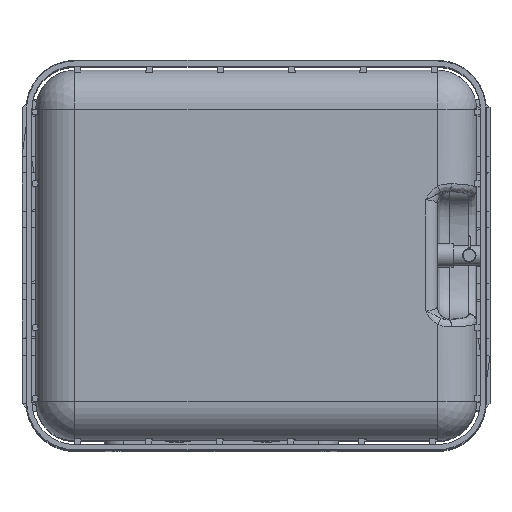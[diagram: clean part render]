
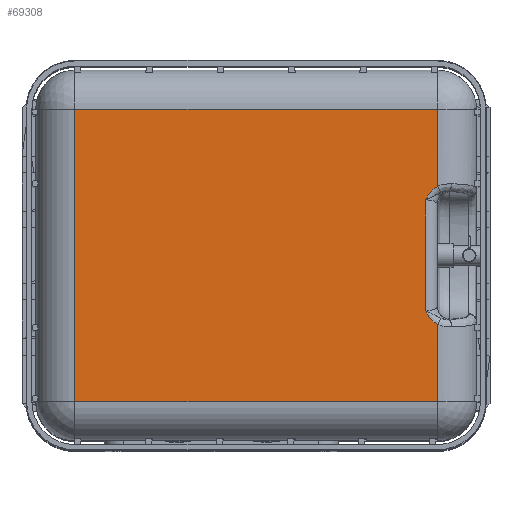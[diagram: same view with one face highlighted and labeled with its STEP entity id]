
A CAD part, top view. The second image highlights one B-rep face of the part: STEP entity #69308.
In plain terms, the highlighted planar face has unit normal (0, 0, 1).
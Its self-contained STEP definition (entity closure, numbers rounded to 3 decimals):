
#68222 = VERTEX_POINT('',#68223);
#68223 = CARTESIAN_POINT('',(-465.,-366.647,1481.)
  );
#68230 = EDGE_CURVE('',#68222,#68231,#68233,.T.);
#68231 = VERTEX_POINT('',#68232);
#68232 = CARTESIAN_POINT('',(-465.,383.353,1481.));
#68233 = LINE('',#68234,#68235);
#68234 = CARTESIAN_POINT('',(-465.,245.853,1481.));
#68235 = VECTOR('',#68236,1.);
#68236 = DIRECTION('',(0.,1.,0.));
#68361 = VERTEX_POINT('',#68362);
#68362 = CARTESIAN_POINT('',(465.,383.353,1481.));
#68369 = EDGE_CURVE('',#68361,#68370,#68372,.T.);
#68370 = VERTEX_POINT('',#68371);
#68371 = CARTESIAN_POINT('',(465.,185.348,1481.)
  );
#68372 = LINE('',#68373,#68374);
#68373 = CARTESIAN_POINT('',(465.,245.853,1481.)
  );
#68374 = VECTOR('',#68375,1.);
#68375 = DIRECTION('',(0.,-1.,0.));
#68498 = VERTEX_POINT('',#68499);
#68499 = CARTESIAN_POINT('',(465.,-366.647,1481.)
  );
#68506 = EDGE_CURVE('',#68498,#68222,#68507,.T.);
#68507 = LINE('',#68508,#68509);
#68508 = CARTESIAN_POINT('',(-565.,-366.647,1481.)
  );
#68509 = VECTOR('',#68510,1.);
#68510 = DIRECTION('',(-1.,0.,0.));
#68840 = EDGE_CURVE('',#68231,#68361,#68841,.T.);
#68841 = LINE('',#68842,#68843);
#68842 = CARTESIAN_POINT('',(-565.,383.353,1481.));
#68843 = VECTOR('',#68844,1.);
#68844 = DIRECTION('',(1.,0.,0.));
#69173 = VERTEX_POINT('',#69174);
#69174 = CARTESIAN_POINT('',(465.,-168.643,1481.)
  );
#69188 = EDGE_CURVE('',#69173,#68498,#69189,.T.);
#69189 = LINE('',#69190,#69191);
#69190 = CARTESIAN_POINT('',(465.,245.853,1481.)
  );
#69191 = VECTOR('',#69192,1.);
#69192 = DIRECTION('',(0.,-1.,0.));
#69308 = ADVANCED_FACE('',(#69309),#69367,.T.);
#69309 = FACE_BOUND('',#69310,.T.);
#69310 = EDGE_LOOP('',(#69311,#69333,#69341,#69362,#69363,#69364,#69365,
    #69366));
#69311 = ORIENTED_EDGE('',*,*,#69312,.F.);
#69312 = EDGE_CURVE('',#69313,#69173,#69315,.T.);
#69313 = VERTEX_POINT('',#69314);
#69314 = CARTESIAN_POINT('',(435.,-133.917,1481.)
  );
#69315 = B_SPLINE_CURVE_WITH_KNOTS('',3,(#69316,#69317,#69318,#69319,
    #69320,#69321,#69322,#69323,#69324,#69325,#69326,#69327,#69328,
    #69329,#69330,#69331,#69332),.UNSPECIFIED.,.F.,.F.,(4,2,1,1,1,1,1,1,
    1,2,1,1,4),(-0.003,0.,0.746,1.493,
    2.237,2.239,2.612,2.985,
    3.358,3.732,4.125,4.388,
    4.651),.UNSPECIFIED.);
#69316 = CARTESIAN_POINT('',(435.,-133.917,1481.)
  );
#69317 = CARTESIAN_POINT('',(435.005,-133.926,1481.)
  );
#69318 = CARTESIAN_POINT('',(435.009,-133.936,1481.));
#69319 = CARTESIAN_POINT('',(436.029,-136.216,1481.)
  );
#69320 = CARTESIAN_POINT('',(438.203,-140.723,1481.)
  );
#69321 = CARTESIAN_POINT('',(442.021,-147.196,1481.)
  );
#69322 = CARTESIAN_POINT('',(444.974,-151.23,1481.));
#69323 = CARTESIAN_POINT('',(447.339,-154.12,1481.)
  );
#69324 = CARTESIAN_POINT('',(448.973,-156.007,1481.)
  );
#69325 = CARTESIAN_POINT('',(451.58,-158.698,1481.)
  );
#69326 = CARTESIAN_POINT('',(454.349,-161.24,1481.)
  );
#69327 = CARTESIAN_POINT('',(456.295,-162.822,1481.)
  );
#69328 = CARTESIAN_POINT('',(458.342,-164.384,1481.)
  );
#69329 = CARTESIAN_POINT('',(460.132,-165.669,1481.)
  );
#69330 = CARTESIAN_POINT('',(462.721,-167.332,1481.)
  );
#69331 = CARTESIAN_POINT('',(464.236,-168.217,1481.)
  );
#69332 = CARTESIAN_POINT('',(465.,-168.643,1481.)
  );
#69333 = ORIENTED_EDGE('',*,*,#69334,.F.);
#69334 = EDGE_CURVE('',#69335,#69313,#69337,.T.);
#69335 = VERTEX_POINT('',#69336);
#69336 = CARTESIAN_POINT('',(435.,150.622,1481.)
  );
#69337 = LINE('',#69338,#69339);
#69338 = CARTESIAN_POINT('',(435.,245.853,1481.)
  );
#69339 = VECTOR('',#69340,1.);
#69340 = DIRECTION('',(0.,-1.,0.));
#69341 = ORIENTED_EDGE('',*,*,#69342,.F.);
#69342 = EDGE_CURVE('',#68370,#69335,#69343,.T.);
#69343 = B_SPLINE_CURVE_WITH_KNOTS('',3,(#69344,#69345,#69346,#69347,
    #69348,#69349,#69350,#69351,#69352,#69353,#69354,#69355,#69356,
    #69357,#69358,#69359,#69360,#69361),.UNSPECIFIED.,.F.,.F.,(4,1,1,1,2
    ,1,1,1,1,1,1,1,2,4),(0.,0.073,0.394,
    0.656,0.919,1.292,1.665,
    2.039,2.122,2.412,3.158,
    3.904,4.651,4.654),.UNSPECIFIED.);
#69344 = CARTESIAN_POINT('',(465.,185.348,1481.)
  );
#69345 = CARTESIAN_POINT('',(464.788,185.23,1481.));
#69346 = CARTESIAN_POINT('',(463.644,184.584,1481.)
  );
#69347 = CARTESIAN_POINT('',(461.768,183.445,1481.)
  );
#69348 = CARTESIAN_POINT('',(459.413,181.864,1481.)
  );
#69349 = CARTESIAN_POINT('',(457.991,180.822,1481.)
  );
#69350 = CARTESIAN_POINT('',(456.295,179.527,1481.)
  );
#69351 = CARTESIAN_POINT('',(454.349,177.945,1481.)
  );
#69352 = CARTESIAN_POINT('',(451.58,175.403,1481.)
  );
#69353 = CARTESIAN_POINT('',(449.648,173.41,1481.)
  );
#69354 = CARTESIAN_POINT('',(447.978,171.562,1481.)
  );
#69355 = CARTESIAN_POINT('',(445.552,168.726,1481.)
  );
#69356 = CARTESIAN_POINT('',(442.025,163.908,1481.)
  );
#69357 = CARTESIAN_POINT('',(438.203,157.428,1481.)
  );
#69358 = CARTESIAN_POINT('',(436.029,152.921,1481.)
  );
#69359 = CARTESIAN_POINT('',(435.009,150.641,1481.));
#69360 = CARTESIAN_POINT('',(435.005,150.631,1481.)
  );
#69361 = CARTESIAN_POINT('',(435.,150.622,1481.)
  );
#69362 = ORIENTED_EDGE('',*,*,#68369,.F.);
#69363 = ORIENTED_EDGE('',*,*,#68840,.F.);
#69364 = ORIENTED_EDGE('',*,*,#68230,.F.);
#69365 = ORIENTED_EDGE('',*,*,#68506,.F.);
#69366 = ORIENTED_EDGE('',*,*,#69188,.F.);
#69367 = PLANE('',#69368);
#69368 = AXIS2_PLACEMENT_3D('',#69369,#69370,#69371);
#69369 = CARTESIAN_POINT('',(-565.,483.353,1481.));
#69370 = DIRECTION('',(0.,0.,1.));
#69371 = DIRECTION('',(0.,-1.,0.));
